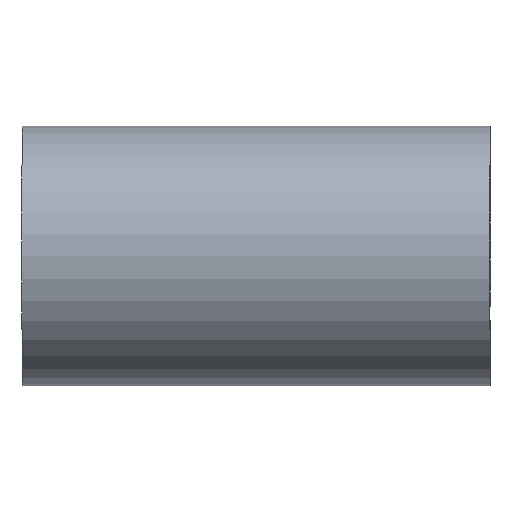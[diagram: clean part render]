
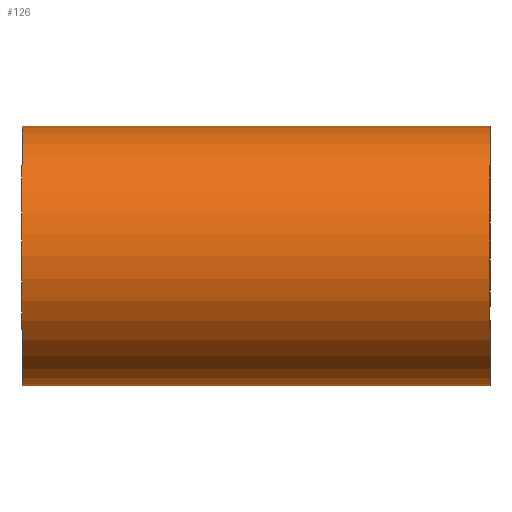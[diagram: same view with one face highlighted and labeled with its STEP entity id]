
A CAD part, left-side view. The second image highlights one B-rep face of the part: STEP entity #126.
In plain terms, the highlighted cylindrical face has radius 3 mm (diameter 6 mm), a partial arc.
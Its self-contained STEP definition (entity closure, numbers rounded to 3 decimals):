
#1 = EDGE_LOOP ( 'NONE', ( #203, #156, #41, #42 ) ) ;
#6 = DIRECTION ( 'NONE',  ( 0., 1., 0. ) ) ;
#21 = CIRCLE ( 'NONE', #192, 3. ) ;
#41 = ORIENTED_EDGE ( 'NONE', *, *, #215, .F. ) ;
#42 = ORIENTED_EDGE ( 'NONE', *, *, #269, .T. ) ;
#47 = AXIS2_PLACEMENT_3D ( 'NONE', #56, #148, #168 ) ;
#56 = CARTESIAN_POINT ( 'NONE',  ( 0., 10.8, 0. ) ) ;
#58 = CYLINDRICAL_SURFACE ( 'NONE', #47, 3. ) ;
#60 = LINE ( 'NONE', #123, #170 ) ;
#63 = DIRECTION ( 'NONE',  ( 0., 1., 0. ) ) ;
#64 = CARTESIAN_POINT ( 'NONE',  ( 0., 10.8, -3. ) ) ;
#72 = CARTESIAN_POINT ( 'NONE',  ( 0., 0., 0. ) ) ;
#74 = CIRCLE ( 'NONE', #271, 3. ) ;
#76 = DIRECTION ( 'NONE',  ( 0., 0., 1. ) ) ;
#81 = CARTESIAN_POINT ( 'NONE',  ( 2.828, 10.8, -1. ) ) ;
#82 = LINE ( 'NONE', #288, #258 ) ;
#88 = VERTEX_POINT ( 'NONE', #81 ) ;
#93 = CARTESIAN_POINT ( 'NONE',  ( 0., 10.8, 0. ) ) ;
#105 = CARTESIAN_POINT ( 'NONE',  ( 2.828, 0., -1. ) ) ;
#117 = DIRECTION ( 'NONE',  ( 0., 1., 0. ) ) ;
#123 = CARTESIAN_POINT ( 'NONE',  ( 0., 10.8, -3. ) ) ;
#126 = ADVANCED_FACE ( 'NONE', ( #276 ), #58, .T. ) ;
#137 = VERTEX_POINT ( 'NONE', #64 ) ;
#140 = DIRECTION ( 'NONE',  ( 0., 0., 1. ) ) ;
#148 = DIRECTION ( 'NONE',  ( 0., -1., 0. ) ) ;
#153 = EDGE_CURVE ( 'NONE', #88, #230, #82, .T. ) ;
#156 = ORIENTED_EDGE ( 'NONE', *, *, #290, .F. ) ;
#168 = DIRECTION ( 'NONE',  ( 0., 0., -1. ) ) ;
#170 = VECTOR ( 'NONE', #63, 1000. ) ;
#181 = VERTEX_POINT ( 'NONE', #223 ) ;
#192 = AXIS2_PLACEMENT_3D ( 'NONE', #93, #6, #140 ) ;
#197 = DIRECTION ( 'NONE',  ( 0., -1., 0. ) ) ;
#203 = ORIENTED_EDGE ( 'NONE', *, *, #153, .F. ) ;
#215 = EDGE_CURVE ( 'NONE', #181, #137, #60, .T. ) ;
#223 = CARTESIAN_POINT ( 'NONE',  ( 0., 0., -3. ) ) ;
#230 = VERTEX_POINT ( 'NONE', #105 ) ;
#258 = VECTOR ( 'NONE', #197, 1000. ) ;
#269 = EDGE_CURVE ( 'NONE', #181, #230, #74, .T. ) ;
#271 = AXIS2_PLACEMENT_3D ( 'NONE', #72, #117, #76 ) ;
#276 = FACE_OUTER_BOUND ( 'NONE', #1, .T. ) ;
#288 = CARTESIAN_POINT ( 'NONE',  ( 2.828, 10.8, -1. ) ) ;
#290 = EDGE_CURVE ( 'NONE', #137, #88, #21, .T. ) ;
